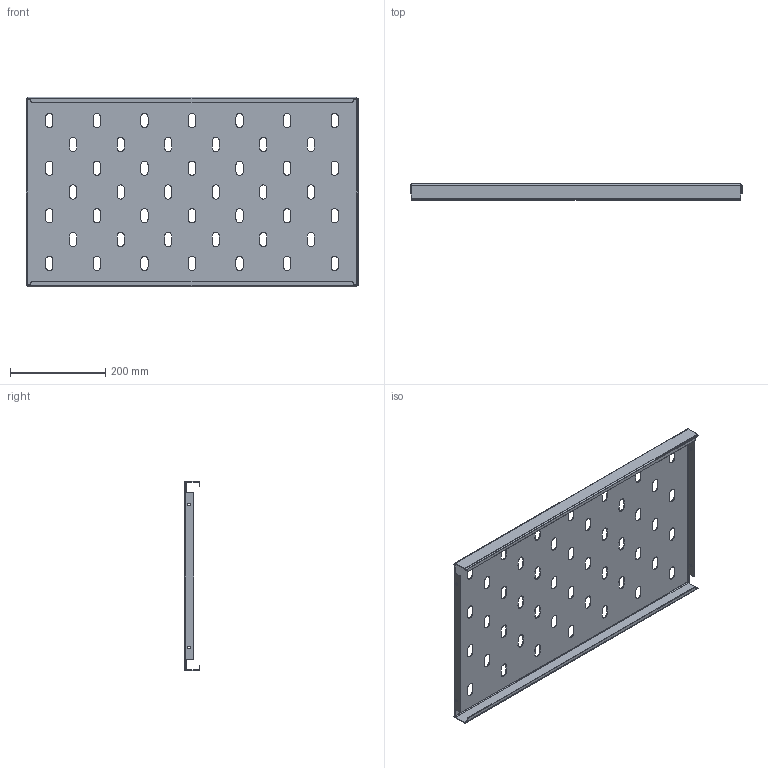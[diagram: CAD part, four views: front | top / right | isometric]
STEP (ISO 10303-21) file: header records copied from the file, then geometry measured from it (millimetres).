
FILE_DESCRIPTION (( 'STEP AP214' ), '1' );
FILE_NAME ('945.185.STEP', '2024-10-04T07:06:20', ( '' ), ( '' ), 'SwSTEP 2.0', 'SolidWorks 2021', '' );
FILE_SCHEMA (( 'AUTOMOTIVE_DESIGN' ));
Length unit declared in the file: millimetre
Products named in the file (1): 945.185
Bounding box: 698 x 33 x 398 mm (x, y, z)
Volume: 486289.6 mm3; surface area: 657402 mm2
Topology: 1 solids, 1 shells, 324 faces, 926 edges, 604 vertices
Faces by surface type: cylinder 182, plane 142
Entity records: 10920 total; most frequent: DIRECTION 1932, CARTESIAN_POINT 1903, ORIENTED_EDGE 1852, EDGE_CURVE 926, AXIS2_PLACEMENT_3D 689, VERTEX_POINT 604, LINE 554, VECTOR 554
